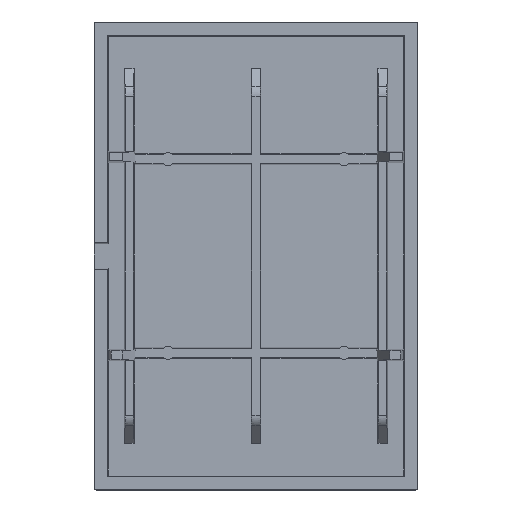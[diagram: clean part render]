
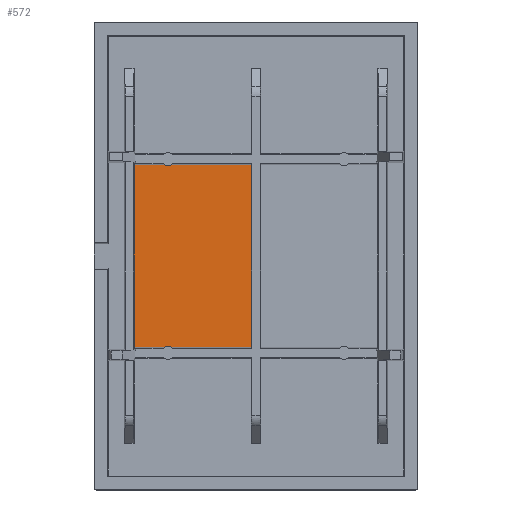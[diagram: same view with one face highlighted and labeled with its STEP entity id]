
A CAD part, top view. The second image highlights one B-rep face of the part: STEP entity #572.
In plain terms, the highlighted planar face has unit normal (0, 0, 1).
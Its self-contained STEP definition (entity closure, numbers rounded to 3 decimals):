
#24 = LINE ( 'NONE', #4286, #4301 ) ;
#34 = ORIENTED_EDGE ( 'NONE', *, *, #1307, .T. ) ;
#84 = CARTESIAN_POINT ( 'NONE',  ( -27.5, 20.75, 3. ) ) ;
#110 = DIRECTION ( 'NONE',  ( 0., 0., -1. ) ) ;
#129 = EDGE_CURVE ( 'NONE', #856, #804, #2993, .T. ) ;
#296 = VERTEX_POINT ( 'NONE', #2806 ) ;
#299 = CARTESIAN_POINT ( 'NONE',  ( -1.1, -20.75, 3. ) ) ;
#327 = EDGE_CURVE ( 'NONE', #354, #804, #2783, .T. ) ;
#354 = VERTEX_POINT ( 'NONE', #1037 ) ;
#377 = FACE_OUTER_BOUND ( 'NONE', #1293, .T. ) ;
#378 = EDGE_CURVE ( 'NONE', #879, #354, #24, .T. ) ;
#397 = EDGE_CURVE ( 'NONE', #3905, #843, #1165, .T. ) ;
#464 = DIRECTION ( 'NONE',  ( 1., 0., 0. ) ) ;
#495 = ORIENTED_EDGE ( 'NONE', *, *, #3390, .T. ) ;
#500 = DIRECTION ( 'NONE',  ( 1., 0., 0. ) ) ;
#528 = DIRECTION ( 'NONE',  ( 1., 0., 0. ) ) ;
#532 = CARTESIAN_POINT ( 'NONE',  ( -20.829, -20.75, 3. ) ) ;
#572 = ADVANCED_FACE ( 'NONE', ( #377 ), #1093, .T. ) ;
#642 = CIRCLE ( 'NONE', #2466, 1.5 ) ;
#689 = CARTESIAN_POINT ( 'NONE',  ( -33.75, 21.2, 3. ) ) ;
#721 = CARTESIAN_POINT ( 'NONE',  ( -33.75, 20.75, 3. ) ) ;
#804 = VERTEX_POINT ( 'NONE', #2920 ) ;
#843 = VERTEX_POINT ( 'NONE', #532 ) ;
#856 = VERTEX_POINT ( 'NONE', #1912 ) ;
#879 = VERTEX_POINT ( 'NONE', #3679 ) ;
#931 = VECTOR ( 'NONE', #528, 1000. ) ;
#934 = CARTESIAN_POINT ( 'NONE',  ( -20., -22., 3. ) ) ;
#975 = ORIENTED_EDGE ( 'NONE', *, *, #3624, .T. ) ;
#1035 = EDGE_CURVE ( 'NONE', #2237, #3139, #1639, .T. ) ;
#1037 = CARTESIAN_POINT ( 'NONE',  ( -27.5, 21.2, 3. ) ) ;
#1073 = DIRECTION ( 'NONE',  ( 1., 0., 0. ) ) ;
#1093 = PLANE ( 'NONE',  #1195 ) ;
#1098 = ORIENTED_EDGE ( 'NONE', *, *, #1810, .F. ) ;
#1114 = LINE ( 'NONE', #4198, #2445 ) ;
#1157 = DIRECTION ( 'NONE',  ( 1., 0., 0. ) ) ;
#1159 = LINE ( 'NONE', #2209, #4260 ) ;
#1165 = LINE ( 'NONE', #2849, #1711 ) ;
#1194 = ORIENTED_EDGE ( 'NONE', *, *, #1035, .T. ) ;
#1195 = AXIS2_PLACEMENT_3D ( 'NONE', #1391, #1800, #1073 ) ;
#1200 = ORIENTED_EDGE ( 'NONE', *, *, #3602, .T. ) ;
#1293 = EDGE_LOOP ( 'NONE', ( #495, #1098, #3714, #975, #4151, #1200, #34, #1194, #2006, #3479, #4221, #2679 ) ) ;
#1307 = EDGE_CURVE ( 'NONE', #296, #2237, #2478, .T. ) ;
#1391 = CARTESIAN_POINT ( 'NONE',  ( -33.75, -50.1, 3. ) ) ;
#1427 = DIRECTION ( 'NONE',  ( -1., 0., 0. ) ) ;
#1502 = CARTESIAN_POINT ( 'NONE',  ( -27.5, -20.75, 3. ) ) ;
#1510 = CARTESIAN_POINT ( 'NONE',  ( -33.75, -21.2, 3. ) ) ;
#1624 = DIRECTION ( 'NONE',  ( 0., 1., 0. ) ) ;
#1639 = CIRCLE ( 'NONE', #3098, 1.5 ) ;
#1680 = CARTESIAN_POINT ( 'NONE',  ( -27.65, 42.5, 3. ) ) ;
#1689 = DIRECTION ( 'NONE',  ( 0., 0., -1. ) ) ;
#1711 = VECTOR ( 'NONE', #1868, 1000. ) ;
#1765 = EDGE_CURVE ( 'NONE', #879, #3139, #2885, .T. ) ;
#1800 = DIRECTION ( 'NONE',  ( 0., 0., 1. ) ) ;
#1810 = EDGE_CURVE ( 'NONE', #3905, #2055, #1114, .T. ) ;
#1868 = DIRECTION ( 'NONE',  ( 1., 0., 0. ) ) ;
#1912 = CARTESIAN_POINT ( 'NONE',  ( -27.65, -21.2, 3. ) ) ;
#1999 = VECTOR ( 'NONE', #3822, 1000. ) ;
#2006 = ORIENTED_EDGE ( 'NONE', *, *, #1765, .F. ) ;
#2033 = CARTESIAN_POINT ( 'NONE',  ( -1.1, -50.1, 3. ) ) ;
#2055 = VERTEX_POINT ( 'NONE', #2311 ) ;
#2093 = VECTOR ( 'NONE', #1427, 1000. ) ;
#2192 = DIRECTION ( 'NONE',  ( 0., -1., 0. ) ) ;
#2209 = CARTESIAN_POINT ( 'NONE',  ( -33.75, -20.75, 3. ) ) ;
#2237 = VERTEX_POINT ( 'NONE', #3630 ) ;
#2270 = CARTESIAN_POINT ( 'NONE',  ( -20., 22., 3. ) ) ;
#2311 = CARTESIAN_POINT ( 'NONE',  ( -27.5, -21.2, 3. ) ) ;
#2445 = VECTOR ( 'NONE', #2192, 1000. ) ;
#2466 = AXIS2_PLACEMENT_3D ( 'NONE', #934, #1689, #4442 ) ;
#2478 = LINE ( 'NONE', #721, #2093 ) ;
#2539 = DIRECTION ( 'NONE',  ( 0., 1., 0. ) ) ;
#2568 = CARTESIAN_POINT ( 'NONE',  ( -19.171, -20.75, 3. ) ) ;
#2666 = DIRECTION ( 'NONE',  ( 0., 1., 0. ) ) ;
#2679 = ORIENTED_EDGE ( 'NONE', *, *, #129, .F. ) ;
#2684 = VERTEX_POINT ( 'NONE', #2568 ) ;
#2783 = LINE ( 'NONE', #689, #1999 ) ;
#2806 = CARTESIAN_POINT ( 'NONE',  ( -1.1, 20.75, 3. ) ) ;
#2849 = CARTESIAN_POINT ( 'NONE',  ( -33.75, -20.75, 3. ) ) ;
#2885 = LINE ( 'NONE', #84, #4030 ) ;
#2920 = CARTESIAN_POINT ( 'NONE',  ( -27.65, 21.2, 3. ) ) ;
#2993 = LINE ( 'NONE', #1680, #4370 ) ;
#3098 = AXIS2_PLACEMENT_3D ( 'NONE', #2270, #110, #464 ) ;
#3139 = VERTEX_POINT ( 'NONE', #3300 ) ;
#3249 = LINE ( 'NONE', #1510, #931 ) ;
#3300 = CARTESIAN_POINT ( 'NONE',  ( -20.829, 20.75, 3. ) ) ;
#3390 = EDGE_CURVE ( 'NONE', #856, #2055, #3249, .T. ) ;
#3479 = ORIENTED_EDGE ( 'NONE', *, *, #378, .T. ) ;
#3556 = VERTEX_POINT ( 'NONE', #299 ) ;
#3602 = EDGE_CURVE ( 'NONE', #3556, #296, #4346, .T. ) ;
#3624 = EDGE_CURVE ( 'NONE', #843, #2684, #642, .T. ) ;
#3630 = CARTESIAN_POINT ( 'NONE',  ( -19.171, 20.75, 3. ) ) ;
#3679 = CARTESIAN_POINT ( 'NONE',  ( -27.5, 20.75, 3. ) ) ;
#3714 = ORIENTED_EDGE ( 'NONE', *, *, #397, .T. ) ;
#3822 = DIRECTION ( 'NONE',  ( -1., 0., 0. ) ) ;
#3905 = VERTEX_POINT ( 'NONE', #1502 ) ;
#3938 = EDGE_CURVE ( 'NONE', #2684, #3556, #1159, .T. ) ;
#4030 = VECTOR ( 'NONE', #1157, 1000. ) ;
#4036 = VECTOR ( 'NONE', #2666, 1000. ) ;
#4151 = ORIENTED_EDGE ( 'NONE', *, *, #3938, .T. ) ;
#4198 = CARTESIAN_POINT ( 'NONE',  ( -27.5, -21.2, 3. ) ) ;
#4221 = ORIENTED_EDGE ( 'NONE', *, *, #327, .T. ) ;
#4260 = VECTOR ( 'NONE', #500, 1000. ) ;
#4286 = CARTESIAN_POINT ( 'NONE',  ( -27.5, -50.1, 3. ) ) ;
#4301 = VECTOR ( 'NONE', #2539, 1000. ) ;
#4346 = LINE ( 'NONE', #2033, #4036 ) ;
#4370 = VECTOR ( 'NONE', #1624, 1000. ) ;
#4442 = DIRECTION ( 'NONE',  ( 1., 0., 0. ) ) ;
